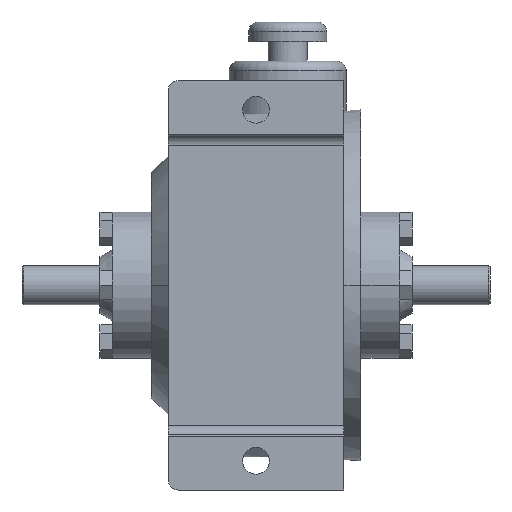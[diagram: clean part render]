
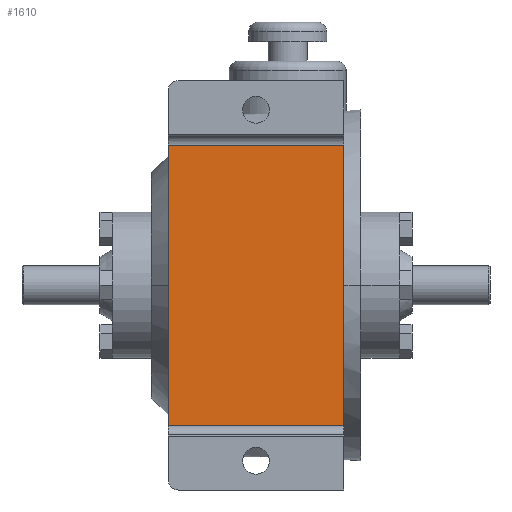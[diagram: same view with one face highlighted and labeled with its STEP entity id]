
A CAD part, front view. The second image highlights one B-rep face of the part: STEP entity #1610.
In plain terms, the highlighted planar face has unit normal (0, -1, 0).
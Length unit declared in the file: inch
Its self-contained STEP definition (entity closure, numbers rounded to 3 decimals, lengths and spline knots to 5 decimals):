
#220 = VERTEX_POINT ( 'NONE', #269 ) ;
#221 = VERTEX_POINT ( 'NONE', #270 ) ;
#269 = CARTESIAN_POINT ( 'NONE',  ( -1.125, -2.375, -1.79537 ) ) ;
#270 = CARTESIAN_POINT ( 'NONE',  ( -1.125, -2.375, 1.79537 ) ) ;
#750 = VERTEX_POINT ( 'NONE', #2579 ) ;
#751 = VERTEX_POINT ( 'NONE', #2580 ) ;
#1064 = EDGE_CURVE ( 'NONE', #750, #751, #4205, .T. ) ;
#1093 = EDGE_CURVE ( 'NONE', #221, #220, #4252, .T. ) ;
#1129 = EDGE_CURVE ( 'NONE', #220, #751, #4306, .T. ) ;
#1130 = EDGE_CURVE ( 'NONE', #750, #221, #4308, .T. ) ;
#1242 = EDGE_LOOP ( 'NONE', ( #1964, #1965, #1966, #1967 ) ) ;
#1610 = ADVANCED_FACE ( 'NONE', ( #5850 ), #5283, .F. ) ;
#1964 = ORIENTED_EDGE ( 'NONE', *, *, #1093, .T. ) ;
#1965 = ORIENTED_EDGE ( 'NONE', *, *, #1129, .T. ) ;
#1966 = ORIENTED_EDGE ( 'NONE', *, *, #1064, .F. ) ;
#1967 = ORIENTED_EDGE ( 'NONE', *, *, #1130, .T. ) ;
#2579 = CARTESIAN_POINT ( 'NONE',  ( 1.125, -2.375, 1.79537 ) ) ;
#2580 = CARTESIAN_POINT ( 'NONE',  ( 1.125, -2.375, -1.79537 ) ) ;
#3968 = CARTESIAN_POINT ( 'NONE',  ( 1.125, -2.375, 2.55446 ) ) ;
#3969 = DIRECTION ( 'NONE',  ( 0., 0., -1. ) ) ;
#4026 = CARTESIAN_POINT ( 'NONE',  ( -1.125, -2.375, 2.55446 ) ) ;
#4035 = DIRECTION ( 'NONE',  ( 0., 0., -1. ) ) ;
#4205 = LINE ( 'NONE', #3968, #4214 ) ;
#4214 = VECTOR ( 'NONE', #3969, 39.37008 ) ;
#4252 = LINE ( 'NONE', #4026, #4266 ) ;
#4266 = VECTOR ( 'NONE', #4035, 39.37008 ) ;
#4300 = VECTOR ( 'NONE', #4513, 39.37008 ) ;
#4306 = LINE ( 'NONE', #4506, #4300 ) ;
#4308 = LINE ( 'NONE', #4514, #4309 ) ;
#4309 = VECTOR ( 'NONE', #4515, 39.37008 ) ;
#4506 = CARTESIAN_POINT ( 'NONE',  ( 1.125, -2.375, -1.79537 ) ) ;
#4513 = DIRECTION ( 'NONE',  ( 1., 0., 0. ) ) ;
#4514 = CARTESIAN_POINT ( 'NONE',  ( -1.125, -2.375, 1.79537 ) ) ;
#4515 = DIRECTION ( 'NONE',  ( -1., 0., 0. ) ) ;
#5282 = CARTESIAN_POINT ( 'NONE',  ( -3., -2.375, 1.875 ) ) ;
#5283 = PLANE ( 'NONE',  #5705 ) ;
#5288 = DIRECTION ( 'NONE',  ( 0., 1., 0. ) ) ;
#5289 = DIRECTION ( 'NONE',  ( 0., 0., 1. ) ) ;
#5705 = AXIS2_PLACEMENT_3D ( 'NONE', #5282, #5288, #5289 ) ;
#5850 = FACE_OUTER_BOUND ( 'NONE', #1242, .T. ) ;
